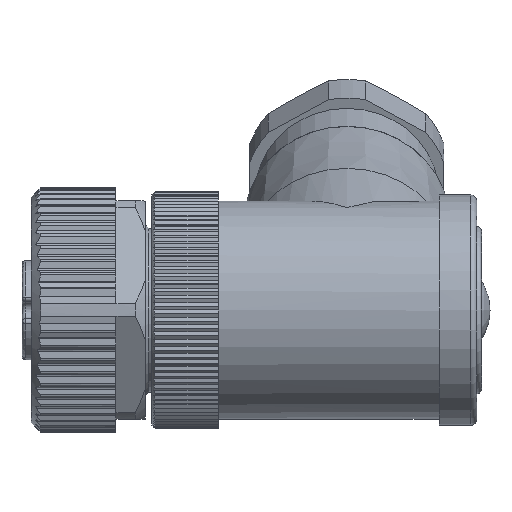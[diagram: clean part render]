
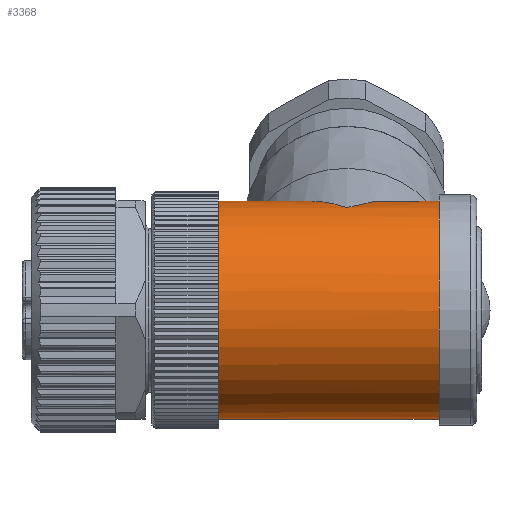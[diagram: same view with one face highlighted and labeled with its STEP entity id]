
A CAD part, top view. The second image highlights one B-rep face of the part: STEP entity #3368.
In plain terms, the highlighted cylindrical face has radius 9 mm (diameter 18 mm), a full revolution.
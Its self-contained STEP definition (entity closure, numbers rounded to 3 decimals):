
#36=ELLIPSE('',#12029,12.728,9.);
#37=ELLIPSE('',#12030,12.728,9.);
#38=ELLIPSE('',#12031,12.728,9.);
#623=CYLINDRICAL_SURFACE('',#12034,9.);
#3368=ADVANCED_FACE('',(#4123,#4124),#623,.T.);
#4123=FACE_BOUND('',#4500,.T.);
#4124=FACE_BOUND('',#4501,.T.);
#4500=EDGE_LOOP('',(#6423));
#4501=EDGE_LOOP('',(#6424,#6425,#6426,#6427));
#6423=ORIENTED_EDGE('',*,*,#10197,.F.);
#6424=ORIENTED_EDGE('',*,*,#10195,.F.);
#6425=ORIENTED_EDGE('',*,*,#10194,.F.);
#6426=ORIENTED_EDGE('',*,*,#10196,.F.);
#6427=ORIENTED_EDGE('',*,*,#10192,.F.);
#8781=VERTEX_POINT('',#19134);
#8782=VERTEX_POINT('',#19136);
#8783=VERTEX_POINT('',#19140);
#8784=VERTEX_POINT('',#19141);
#8785=VERTEX_POINT('',#19146);
#10192=EDGE_CURVE('',#8781,#8782,#11306,.T.);
#10194=EDGE_CURVE('',#8783,#8784,#36,.T.);
#10195=EDGE_CURVE('',#8784,#8781,#37,.T.);
#10196=EDGE_CURVE('',#8782,#8783,#38,.T.);
#10197=EDGE_CURVE('',#8785,#8785,#11307,.T.);
#11306=CIRCLE('',#12027,9.);
#11307=CIRCLE('',#12033,9.);
#12027=AXIS2_PLACEMENT_3D('',#19135,#13954,#13955);
#12029=AXIS2_PLACEMENT_3D('',#19139,#13959,#13960);
#12030=AXIS2_PLACEMENT_3D('',#19142,#13961,#13962);
#12031=AXIS2_PLACEMENT_3D('',#19143,#13963,#13964);
#12033=AXIS2_PLACEMENT_3D('',#19145,#13967,#13968);
#12034=AXIS2_PLACEMENT_3D('',#19147,#13969,#13970);
#13954=DIRECTION('',(1.,0.,0.));
#13955=DIRECTION('',(0.,0.342,-0.94));
#13959=DIRECTION('',(0.707,0.242,-0.664));
#13960=DIRECTION('',(0.707,-0.242,0.664));
#13961=DIRECTION('',(-0.707,0.242,-0.664));
#13962=DIRECTION('',(0.707,0.242,-0.664));
#13963=DIRECTION('',(-0.707,0.242,-0.664));
#13964=DIRECTION('',(0.707,0.242,-0.664));
#13967=DIRECTION('',(-1.,0.,0.));
#13968=DIRECTION('',(0.,0.,-1.));
#13969=DIRECTION('',(1.,0.,0.));
#13970=DIRECTION('',(0.,0.342,-0.94));
#19134=CARTESIAN_POINT('',(34.4,7.129,-5.493));
#19135=CARTESIAN_POINT('',(34.4,0.,0.));
#19136=CARTESIAN_POINT('',(34.4,-1.931,-8.79));
#19139=CARTESIAN_POINT('',(26.8,0.,0.));
#19140=CARTESIAN_POINT('',(26.8,-8.457,-3.078));
#19141=CARTESIAN_POINT('',(26.8,8.457,3.078));
#19142=CARTESIAN_POINT('',(26.8,0.,0.));
#19143=CARTESIAN_POINT('',(26.8,0.,0.));
#19145=CARTESIAN_POINT('',(16.2,0.,0.));
#19146=CARTESIAN_POINT('',(16.2,0.,-9.));
#19147=CARTESIAN_POINT('',(23.4,0.,0.));
